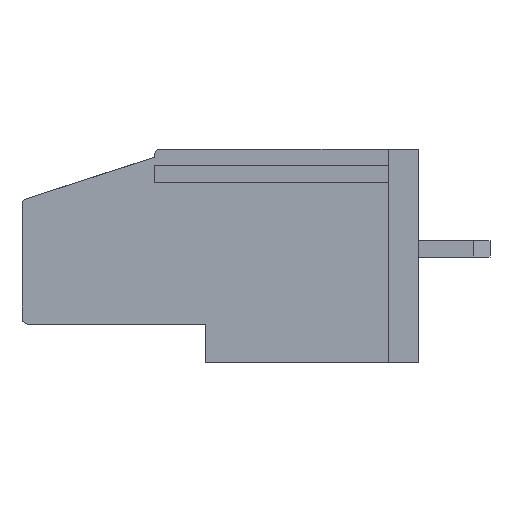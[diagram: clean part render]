
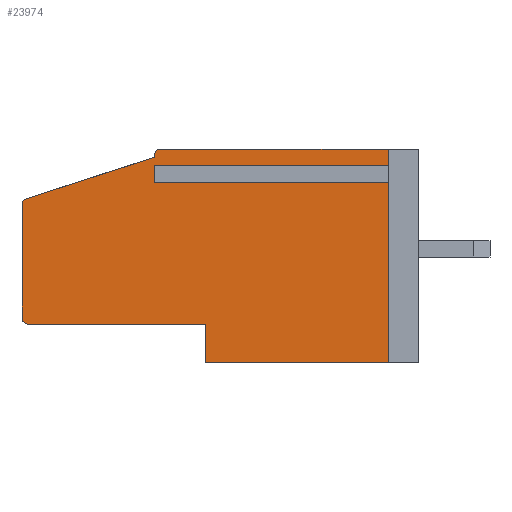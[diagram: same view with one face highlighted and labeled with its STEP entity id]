
A CAD part, left-side view. The second image highlights one B-rep face of the part: STEP entity #23974.
In plain terms, the highlighted planar face has unit normal (-1, 0, 0).
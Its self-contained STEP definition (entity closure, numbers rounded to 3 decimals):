
#820 = ORIENTED_EDGE ( 'NONE', *, *, #29392, .F. ) ;
#1018 = CARTESIAN_POINT ( 'NONE',  ( 0., 1.5, 10.5 ) ) ;
#1019 = CARTESIAN_POINT ( 'NONE',  ( 0., 19.5, 2.2 ) ) ;
#1109 = EDGE_CURVE ( 'NONE', #22912, #31999, #10082, .T. ) ;
#1117 = ORIENTED_EDGE ( 'NONE', *, *, #5218, .F. ) ;
#1125 = DIRECTION ( 'NONE',  ( 0., -1., 0. ) ) ;
#1272 = CARTESIAN_POINT ( 'NONE',  ( 0., 13., 10.1 ) ) ;
#1561 = CARTESIAN_POINT ( 'NONE',  ( 0., 13., 9.502 ) ) ;
#3119 = VECTOR ( 'NONE', #13283, 1000. ) ;
#3463 = CARTESIAN_POINT ( 'NONE',  ( 0., 19.5, 0. ) ) ;
#4046 = CARTESIAN_POINT ( 'NONE',  ( 0., 13., 9.502 ) ) ;
#4684 = VECTOR ( 'NONE', #29493, 1000. ) ;
#4988 = EDGE_LOOP ( 'NONE', ( #32967, #9805, #14991, #16845, #21610, #11657, #12174, #25976, #10690, #820, #1117, #35458, #12880, #26231, #19853 ) ) ;
#5050 = LINE ( 'NONE', #26102, #4684 ) ;
#5218 = EDGE_CURVE ( 'NONE', #8157, #20041, #19514, .T. ) ;
#6433 = CARTESIAN_POINT ( 'NONE',  ( 0., 1.5, 9.502 ) ) ;
#6743 = LINE ( 'NONE', #1561, #35443 ) ;
#7139 = AXIS2_PLACEMENT_3D ( 'NONE', #19338, #32974, #24892 ) ;
#7374 = EDGE_CURVE ( 'NONE', #31367, #15622, #22546, .T. ) ;
#8084 = CARTESIAN_POINT ( 'NONE',  ( 0., 12.7, 10.2 ) ) ;
#8126 = CARTESIAN_POINT ( 'NONE',  ( 0., 13., 9.098 ) ) ;
#8157 = VERTEX_POINT ( 'NONE', #35412 ) ;
#8344 = FACE_OUTER_BOUND ( 'NONE', #4988, .T. ) ;
#8545 = CARTESIAN_POINT ( 'NONE',  ( 0., 19.5, 1.9 ) ) ;
#8714 = EDGE_CURVE ( 'NONE', #27488, #19228, #6743, .T. ) ;
#9104 = CARTESIAN_POINT ( 'NONE',  ( 0., 19.292, 8.067 ) ) ;
#9475 = VECTOR ( 'NONE', #1125, 1000. ) ;
#9782 = DIRECTION ( 'NONE',  ( 0., 0., -1. ) ) ;
#9805 = ORIENTED_EDGE ( 'NONE', *, *, #34306, .T. ) ;
#10082 = LINE ( 'NONE', #32012, #19849 ) ;
#10467 = VERTEX_POINT ( 'NONE', #24982 ) ;
#10474 = DIRECTION ( 'NONE',  ( 0., 0., -1. ) ) ;
#10480 = EDGE_CURVE ( 'NONE', #8157, #31999, #20617, .T. ) ;
#10613 = VECTOR ( 'NONE', #24128, 1000. ) ;
#10647 = DIRECTION ( 'NONE',  ( -1., 0., 0. ) ) ;
#10690 = ORIENTED_EDGE ( 'NONE', *, *, #34061, .T. ) ;
#10821 = CARTESIAN_POINT ( 'NONE',  ( 0., 19.5, 8. ) ) ;
#11074 = LINE ( 'NONE', #8545, #12309 ) ;
#11243 = VERTEX_POINT ( 'NONE', #34907 ) ;
#11657 = ORIENTED_EDGE ( 'NONE', *, *, #21963, .F. ) ;
#12174 = ORIENTED_EDGE ( 'NONE', *, *, #12214, .F. ) ;
#12214 = EDGE_CURVE ( 'NONE', #19228, #33460, #33219, .T. ) ;
#12309 = VECTOR ( 'NONE', #25099, 1000. ) ;
#12363 = CARTESIAN_POINT ( 'NONE',  ( 0., 13., 10.2 ) ) ;
#12485 = CARTESIAN_POINT ( 'NONE',  ( 0., 19.2, 2.2 ) ) ;
#12564 = CIRCLE ( 'NONE', #17168, 0.3 ) ;
#12880 = ORIENTED_EDGE ( 'NONE', *, *, #1109, .F. ) ;
#13168 = LINE ( 'NONE', #10821, #10613 ) ;
#13283 = DIRECTION ( 'NONE',  ( 0., 0., 1. ) ) ;
#14547 = CARTESIAN_POINT ( 'NONE',  ( 0., 13., 9.098 ) ) ;
#14991 = ORIENTED_EDGE ( 'NONE', *, *, #24164, .F. ) ;
#15068 = DIRECTION ( 'NONE',  ( 0., -1., 0. ) ) ;
#15622 = VERTEX_POINT ( 'NONE', #21157 ) ;
#16368 = AXIS2_PLACEMENT_3D ( 'NONE', #23761, #10647, #10474 ) ;
#16724 = CARTESIAN_POINT ( 'NONE',  ( 0., 19.2, 1.9 ) ) ;
#16845 = ORIENTED_EDGE ( 'NONE', *, *, #21357, .F. ) ;
#17168 = AXIS2_PLACEMENT_3D ( 'NONE', #12485, #29522, #9782 ) ;
#18773 = CARTESIAN_POINT ( 'NONE',  ( 0., 13., 9.502 ) ) ;
#19078 = DIRECTION ( 'NONE',  ( -1., 0., 0. ) ) ;
#19149 = EDGE_CURVE ( 'NONE', #35503, #10467, #5050, .T. ) ;
#19228 = VERTEX_POINT ( 'NONE', #8126 ) ;
#19338 = CARTESIAN_POINT ( 'NONE',  ( 0., 19.5, 10.5 ) ) ;
#19514 = LINE ( 'NONE', #30455, #20725 ) ;
#19627 = VERTEX_POINT ( 'NONE', #9104 ) ;
#19849 = VECTOR ( 'NONE', #35081, 1000. ) ;
#19853 = ORIENTED_EDGE ( 'NONE', *, *, #32412, .T. ) ;
#20041 = VERTEX_POINT ( 'NONE', #23260 ) ;
#20376 = CIRCLE ( 'NONE', #16368, 0.3 ) ;
#20446 = LINE ( 'NONE', #4046, #24044 ) ;
#20617 = CIRCLE ( 'NONE', #29207, 0.3 ) ;
#20725 = VECTOR ( 'NONE', #24553, 1000. ) ;
#21157 = CARTESIAN_POINT ( 'NONE',  ( 0., 1.5, 0. ) ) ;
#21238 = VERTEX_POINT ( 'NONE', #6433 ) ;
#21357 = EDGE_CURVE ( 'NONE', #31367, #11243, #26547, .T. ) ;
#21382 = CARTESIAN_POINT ( 'NONE',  ( 0., 10.5, 1.9 ) ) ;
#21610 = ORIENTED_EDGE ( 'NONE', *, *, #7374, .T. ) ;
#21963 = EDGE_CURVE ( 'NONE', #33460, #15622, #33745, .T. ) ;
#22435 = DIRECTION ( 'NONE',  ( 0., 0., -1. ) ) ;
#22546 = LINE ( 'NONE', #3463, #9475 ) ;
#22912 = VERTEX_POINT ( 'NONE', #1272 ) ;
#23260 = CARTESIAN_POINT ( 'NONE',  ( 0., 1.5, 10.5 ) ) ;
#23761 = CARTESIAN_POINT ( 'NONE',  ( 0., 19.2, 7.782 ) ) ;
#23811 = LINE ( 'NONE', #26670, #30159 ) ;
#23974 = ADVANCED_FACE ( 'NONE', ( #8344 ), #33510, .F. ) ;
#24044 = VECTOR ( 'NONE', #15068, 1000. ) ;
#24051 = CARTESIAN_POINT ( 'NONE',  ( 0., 10.5, 0. ) ) ;
#24128 = DIRECTION ( 'NONE',  ( 0., -0.952, 0.307 ) ) ;
#24164 = EDGE_CURVE ( 'NONE', #11243, #27150, #11074, .T. ) ;
#24553 = DIRECTION ( 'NONE',  ( 0., -1., 0. ) ) ;
#24892 = DIRECTION ( 'NONE',  ( 0., 0., -1. ) ) ;
#24982 = CARTESIAN_POINT ( 'NONE',  ( 0., 19.5, 7.782 ) ) ;
#25099 = DIRECTION ( 'NONE',  ( 0., 1., 0. ) ) ;
#25494 = DIRECTION ( 'NONE',  ( 0., -1., 0. ) ) ;
#25976 = ORIENTED_EDGE ( 'NONE', *, *, #8714, .F. ) ;
#25993 = DIRECTION ( 'NONE',  ( 0., 0., -1. ) ) ;
#26102 = CARTESIAN_POINT ( 'NONE',  ( 0., 19.5, 10.5 ) ) ;
#26231 = ORIENTED_EDGE ( 'NONE', *, *, #32355, .F. ) ;
#26547 = LINE ( 'NONE', #21382, #3119 ) ;
#26670 = CARTESIAN_POINT ( 'NONE',  ( 0., 1.5, 10.5 ) ) ;
#27150 = VERTEX_POINT ( 'NONE', #16724 ) ;
#27284 = VECTOR ( 'NONE', #22435, 1000. ) ;
#27488 = VERTEX_POINT ( 'NONE', #18773 ) ;
#29207 = AXIS2_PLACEMENT_3D ( 'NONE', #8084, #19078, #29992 ) ;
#29392 = EDGE_CURVE ( 'NONE', #20041, #21238, #23811, .T. ) ;
#29493 = DIRECTION ( 'NONE',  ( 0., 0., 1. ) ) ;
#29522 = DIRECTION ( 'NONE',  ( -1., 0., 0. ) ) ;
#29534 = DIRECTION ( 'NONE',  ( 0., 0., -1. ) ) ;
#29992 = DIRECTION ( 'NONE',  ( 0., 0., -1. ) ) ;
#30159 = VECTOR ( 'NONE', #29534, 1000. ) ;
#30440 = VECTOR ( 'NONE', #25494, 1000. ) ;
#30455 = CARTESIAN_POINT ( 'NONE',  ( 0., 19.5, 10.5 ) ) ;
#31367 = VERTEX_POINT ( 'NONE', #24051 ) ;
#31999 = VERTEX_POINT ( 'NONE', #12363 ) ;
#32012 = CARTESIAN_POINT ( 'NONE',  ( 0., 13., 10.1 ) ) ;
#32355 = EDGE_CURVE ( 'NONE', #19627, #22912, #13168, .T. ) ;
#32412 = EDGE_CURVE ( 'NONE', #19627, #10467, #20376, .T. ) ;
#32967 = ORIENTED_EDGE ( 'NONE', *, *, #19149, .F. ) ;
#32974 = DIRECTION ( 'NONE',  ( 1., 0., 0. ) ) ;
#33219 = LINE ( 'NONE', #14547, #30440 ) ;
#33460 = VERTEX_POINT ( 'NONE', #35082 ) ;
#33510 = PLANE ( 'NONE',  #7139 ) ;
#33745 = LINE ( 'NONE', #1018, #27284 ) ;
#34061 = EDGE_CURVE ( 'NONE', #27488, #21238, #20446, .T. ) ;
#34306 = EDGE_CURVE ( 'NONE', #35503, #27150, #12564, .T. ) ;
#34907 = CARTESIAN_POINT ( 'NONE',  ( 0., 10.5, 1.9 ) ) ;
#35081 = DIRECTION ( 'NONE',  ( 0., 0., 1. ) ) ;
#35082 = CARTESIAN_POINT ( 'NONE',  ( 0., 1.5, 9.098 ) ) ;
#35412 = CARTESIAN_POINT ( 'NONE',  ( 0., 12.7, 10.5 ) ) ;
#35443 = VECTOR ( 'NONE', #25993, 1000. ) ;
#35458 = ORIENTED_EDGE ( 'NONE', *, *, #10480, .T. ) ;
#35503 = VERTEX_POINT ( 'NONE', #1019 ) ;
